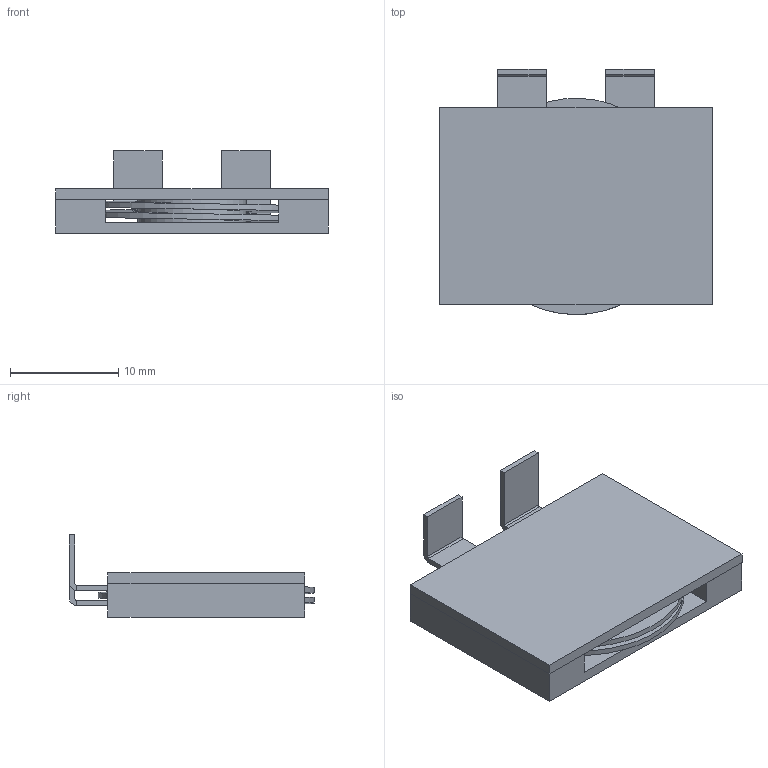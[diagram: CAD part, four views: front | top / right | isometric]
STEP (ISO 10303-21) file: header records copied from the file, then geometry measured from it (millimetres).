
FILE_DESCRIPTION(/* description */ ('Unknown'),/* implementation_level */ '2;1');
FILE_NAME(/* name */ '7443762504010',/* time_stamp */ '2025-01-09T15:14:10+01:00',/* author */ ('Unknown'),/* organization */ ('Unknown'),/* preprocessor_version */ 'ST-DEVELOPER v19.4',/* originating_system */ 'Solid Edge',/* authorisation */ 'Unknown');
FILE_SCHEMA (('AUTOMOTIVE_DESIGN {1 0 10303 214 3 1 1}'));
Length unit declared in the file: millimetre
Products named in the file (4): 7443762504010; base_top; base_bottom; Coil
Assembly tree (3 placements, depth 2):
  7443762504010
    base_top
    base_bottom
    Coil
Bounding box: 25.2 x 22.65 x 7.6 mm (x, y, z)
Volume: 1578.3 mm3; surface area: 3388.6 mm2
Topology: 3 solids, 3 shells, 164 faces, 410 edges, 274 vertices
Faces by surface type: plane 124, bspline 31, cylinder 9
Full cylindrical faces by diameter (mm): 1.5 x1, 10 x1
Entity records: 8099 total; most frequent: CARTESIAN_POINT 3348, ORIENTED_EDGE 810, DIRECTION 571, EDGE_CURVE 405, VERTEX_POINT 274, LINE 229, VECTOR 229, EDGE_LOOP 191
